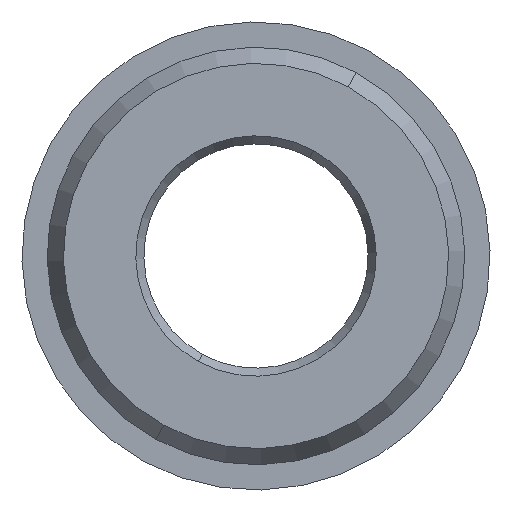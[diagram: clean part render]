
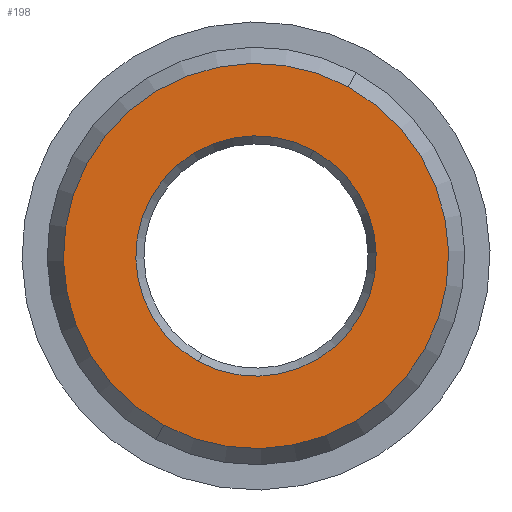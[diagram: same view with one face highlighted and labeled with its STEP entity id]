
A CAD part, front view. The second image highlights one B-rep face of the part: STEP entity #198.
In plain terms, the highlighted planar face has unit normal (0, -1, 0).
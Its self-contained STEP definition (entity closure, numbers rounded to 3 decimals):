
#120=CARTESIAN_POINT('Vertex',(-3.295,0.,-6.031)) ;
#123=CARTESIAN_POINT('Axis2P3D Location',(0.,0.,0.)) ;
#127=CARTESIAN_POINT('Vertex',(3.295,0.,6.031)) ;
#154=CARTESIAN_POINT('Axis2P3D Location',(0.,0.,0.)) ;
#171=CARTESIAN_POINT('Axis2P3D Location',(0.,0.,4.)) ;
#180=CARTESIAN_POINT('Axis2P3D Location',(0.,0.,0.)) ;
#184=CARTESIAN_POINT('Vertex',(-2.056,0.,-3.764)) ;
#186=CARTESIAN_POINT('Vertex',(2.056,0.,3.764)) ;
#189=CARTESIAN_POINT('Axis2P3D Location',(0.,0.,0.)) ;
#124=DIRECTION('Axis2P3D Direction',(0.,1.,0.)) ;
#155=DIRECTION('Axis2P3D Direction',(0.,1.,0.)) ;
#172=DIRECTION('Axis2P3D Direction',(0.,1.,0.)) ;
#173=DIRECTION('Axis2P3D XDirection',(1.,0.,0.)) ;
#181=DIRECTION('Axis2P3D Direction',(0.,1.,0.)) ;
#190=DIRECTION('Axis2P3D Direction',(0.,1.,0.)) ;
#125=AXIS2_PLACEMENT_3D('Circle Axis2P3D',#123,#124,$) ;
#156=AXIS2_PLACEMENT_3D('Circle Axis2P3D',#154,#155,$) ;
#174=AXIS2_PLACEMENT_3D('Plane Axis2P3D',#171,#172,#173) ;
#182=AXIS2_PLACEMENT_3D('Circle Axis2P3D',#180,#181,$) ;
#191=AXIS2_PLACEMENT_3D('Circle Axis2P3D',#189,#190,$) ;
#177=ORIENTED_EDGE('',*,*,#158,.F.) ;
#178=ORIENTED_EDGE('',*,*,#129,.F.) ;
#195=ORIENTED_EDGE('',*,*,#188,.T.) ;
#196=ORIENTED_EDGE('',*,*,#193,.T.) ;
#197=FACE_BOUND('',#194,.T.) ;
#198=ADVANCED_FACE('',(#179,#197),#175,.F.) ;
#126=CIRCLE('generated circle',#125,6.873) ;
#157=CIRCLE('generated circle',#156,6.873) ;
#183=CIRCLE('generated circle',#182,4.289) ;
#192=CIRCLE('generated circle',#191,4.289) ;
#129=EDGE_CURVE('',#121,#128,#126,.T.) ;
#158=EDGE_CURVE('',#128,#121,#157,.T.) ;
#188=EDGE_CURVE('',#185,#187,#183,.T.) ;
#193=EDGE_CURVE('',#187,#185,#192,.T.) ;
#176=EDGE_LOOP('',(#177,#178)) ;
#194=EDGE_LOOP('',(#195,#196)) ;
#179=FACE_OUTER_BOUND('',#176,.T.) ;
#175=PLANE('Plane',#174) ;
#121=VERTEX_POINT('',#120) ;
#128=VERTEX_POINT('',#127) ;
#185=VERTEX_POINT('',#184) ;
#187=VERTEX_POINT('',#186) ;
